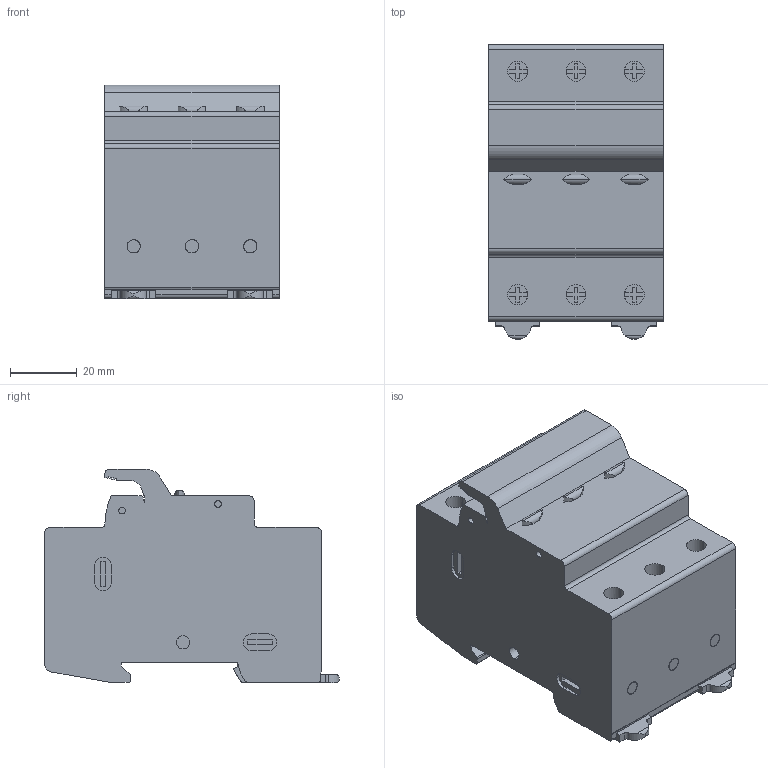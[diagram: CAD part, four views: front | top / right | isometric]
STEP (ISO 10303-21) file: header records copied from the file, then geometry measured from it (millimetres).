
FILE_DESCRIPTION(('STEP AP214'),'1');
FILE_NAME(' ',' ',('TraceParts'),('TraceParts S.A.'),'XStep 1.0',' ',' ');
FILE_SCHEMA(('automotive_design'));
Length unit declared in the file: millimetre
Products named in the file (1): 1
Bounding box: 52.5 x 88.35 x 64.18 mm (x, y, z)
Volume: 215671.2 mm3; surface area: 26809.5 mm2
Topology: 1 solids, 1 shells, 324 faces, 883 edges, 590 vertices
Faces by surface type: plane 202, cylinder 122
Entity records: 11177 total; most frequent: CARTESIAN_POINT 2424, ORIENTED_EDGE 1766, DIRECTION 1751, EDGE_CURVE 883, LINE 613, VECTOR 613, VERTEX_POINT 590, AXIS2_PLACEMENT_3D 569
